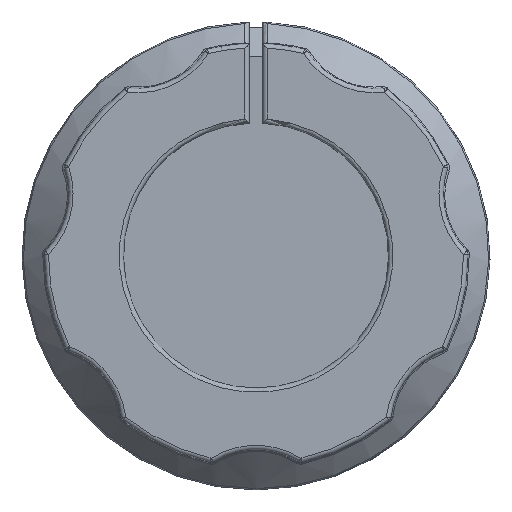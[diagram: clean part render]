
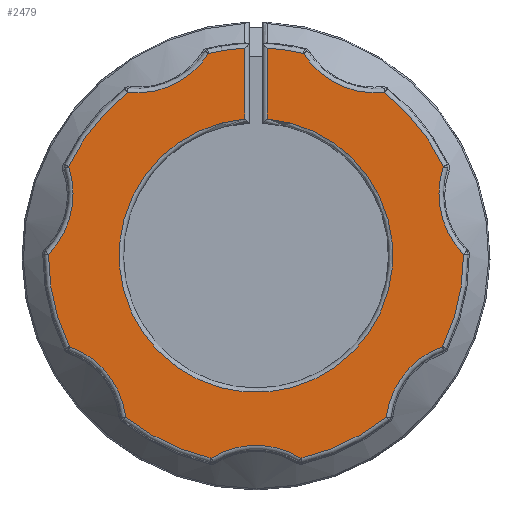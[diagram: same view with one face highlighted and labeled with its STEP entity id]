
A CAD part, top view. The second image highlights one B-rep face of the part: STEP entity #2479.
In plain terms, the highlighted planar face has unit normal (0, 0, 1).
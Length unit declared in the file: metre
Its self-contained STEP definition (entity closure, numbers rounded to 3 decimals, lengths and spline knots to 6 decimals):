
#277=LINE('',#4170,#370);
#278=LINE('',#4174,#371);
#370=VECTOR('',#3245,1.);
#371=VECTOR('',#3248,1.);
#517=ORIENTED_EDGE('',*,*,#1303,.T.);
#518=ORIENTED_EDGE('',*,*,#1304,.T.);
#519=ORIENTED_EDGE('',*,*,#1305,.T.);
#520=ORIENTED_EDGE('',*,*,#1306,.T.);
#521=ORIENTED_EDGE('',*,*,#1307,.T.);
#522=ORIENTED_EDGE('',*,*,#1308,.T.);
#523=ORIENTED_EDGE('',*,*,#1309,.T.);
#524=ORIENTED_EDGE('',*,*,#1310,.T.);
#525=ORIENTED_EDGE('',*,*,#1311,.T.);
#526=ORIENTED_EDGE('',*,*,#1312,.T.);
#527=ORIENTED_EDGE('',*,*,#1313,.T.);
#528=ORIENTED_EDGE('',*,*,#1314,.T.);
#529=ORIENTED_EDGE('',*,*,#1315,.T.);
#530=ORIENTED_EDGE('',*,*,#1316,.T.);
#531=ORIENTED_EDGE('',*,*,#1317,.T.);
#532=ORIENTED_EDGE('',*,*,#1318,.T.);
#533=ORIENTED_EDGE('',*,*,#1319,.T.);
#534=ORIENTED_EDGE('',*,*,#1320,.T.);
#1303=EDGE_CURVE('',#1696,#1697,#1878,.F.);
#1304=EDGE_CURVE('',#1697,#1698,#1879,.T.);
#1305=EDGE_CURVE('',#1698,#1699,#1880,.F.);
#1306=EDGE_CURVE('',#1699,#1700,#1881,.T.);
#1307=EDGE_CURVE('',#1700,#1701,#1882,.F.);
#1308=EDGE_CURVE('',#1701,#1702,#1883,.T.);
#1309=EDGE_CURVE('',#1702,#1703,#277,.T.);
#1310=EDGE_CURVE('',#1703,#1704,#1884,.F.);
#1311=EDGE_CURVE('',#1704,#1705,#278,.F.);
#1312=EDGE_CURVE('',#1705,#1706,#1885,.T.);
#1313=EDGE_CURVE('',#1706,#1707,#1886,.F.);
#1314=EDGE_CURVE('',#1707,#1708,#1887,.T.);
#1315=EDGE_CURVE('',#1708,#1709,#1888,.F.);
#1316=EDGE_CURVE('',#1709,#1710,#1889,.T.);
#1317=EDGE_CURVE('',#1710,#1711,#1890,.F.);
#1318=EDGE_CURVE('',#1711,#1712,#1891,.T.);
#1319=EDGE_CURVE('',#1712,#1713,#1892,.F.);
#1320=EDGE_CURVE('',#1713,#1696,#1893,.T.);
#1696=VERTEX_POINT('',#4158);
#1697=VERTEX_POINT('',#4159);
#1698=VERTEX_POINT('',#4161);
#1699=VERTEX_POINT('',#4163);
#1700=VERTEX_POINT('',#4165);
#1701=VERTEX_POINT('',#4167);
#1702=VERTEX_POINT('',#4169);
#1703=VERTEX_POINT('',#4171);
#1704=VERTEX_POINT('',#4173);
#1705=VERTEX_POINT('',#4175);
#1706=VERTEX_POINT('',#4177);
#1707=VERTEX_POINT('',#4179);
#1708=VERTEX_POINT('',#4181);
#1709=VERTEX_POINT('',#4183);
#1710=VERTEX_POINT('',#4185);
#1711=VERTEX_POINT('',#4187);
#1712=VERTEX_POINT('',#4189);
#1713=VERTEX_POINT('',#4191);
#1878=CIRCLE('',#2744,0.00486);
#1879=CIRCLE('',#2745,0.01175);
#1880=CIRCLE('',#2746,0.00486);
#1881=CIRCLE('',#2747,0.01175);
#1882=CIRCLE('',#2748,0.00486);
#1883=CIRCLE('',#2749,0.01175);
#1884=CIRCLE('',#2750,0.00775);
#1885=CIRCLE('',#2751,0.01175);
#1886=CIRCLE('',#2752,0.00486);
#1887=CIRCLE('',#2753,0.01175);
#1888=CIRCLE('',#2754,0.00486);
#1889=CIRCLE('',#2755,0.01175);
#1890=CIRCLE('',#2756,0.00486);
#1891=CIRCLE('',#2757,0.01175);
#1892=CIRCLE('',#2758,0.00486);
#1893=CIRCLE('',#2759,0.01175);
#2083=EDGE_LOOP('',(#517,#518,#519,#520,#521,#522,#523,#524,#525,#526,#527,
#528,#529,#530,#531,#532,#533,#534));
#2274=FACE_BOUND('',#2083,.T.);
#2450=PLANE('',#2743);
#2479=ADVANCED_FACE('',(#2274),#2450,.T.);
#2743=AXIS2_PLACEMENT_3D('',#4156,#3231,#3232);
#2744=AXIS2_PLACEMENT_3D('',#4157,#3233,#3234);
#2745=AXIS2_PLACEMENT_3D('',#4160,#3235,#3236);
#2746=AXIS2_PLACEMENT_3D('',#4162,#3237,#3238);
#2747=AXIS2_PLACEMENT_3D('',#4164,#3239,#3240);
#2748=AXIS2_PLACEMENT_3D('',#4166,#3241,#3242);
#2749=AXIS2_PLACEMENT_3D('',#4168,#3243,#3244);
#2750=AXIS2_PLACEMENT_3D('',#4172,#3246,#3247);
#2751=AXIS2_PLACEMENT_3D('',#4176,#3249,#3250);
#2752=AXIS2_PLACEMENT_3D('',#4178,#3251,#3252);
#2753=AXIS2_PLACEMENT_3D('',#4180,#3253,#3254);
#2754=AXIS2_PLACEMENT_3D('',#4182,#3255,#3256);
#2755=AXIS2_PLACEMENT_3D('',#4184,#3257,#3258);
#2756=AXIS2_PLACEMENT_3D('',#4186,#3259,#3260);
#2757=AXIS2_PLACEMENT_3D('',#4188,#3261,#3262);
#2758=AXIS2_PLACEMENT_3D('',#4190,#3263,#3264);
#2759=AXIS2_PLACEMENT_3D('',#4192,#3265,#3266);
#3231=DIRECTION('',(0.,0.,1.));
#3232=DIRECTION('',(1.,0.,0.));
#3233=DIRECTION('',(0.,0.,1.));
#3234=DIRECTION('',(1.,0.,0.));
#3235=DIRECTION('',(0.,0.,1.));
#3236=DIRECTION('',(1.,0.,0.));
#3237=DIRECTION('',(0.,0.,1.));
#3238=DIRECTION('',(1.,0.,0.));
#3239=DIRECTION('',(0.,0.,1.));
#3240=DIRECTION('',(1.,0.,0.));
#3241=DIRECTION('',(0.,0.,1.));
#3242=DIRECTION('',(1.,0.,0.));
#3243=DIRECTION('',(0.,0.,1.));
#3244=DIRECTION('',(1.,0.,0.));
#3245=DIRECTION('',(0.,-1.,0.));
#3246=DIRECTION('',(0.,0.,1.));
#3247=DIRECTION('',(1.,0.,0.));
#3248=DIRECTION('',(0.,-1.,0.));
#3249=DIRECTION('',(0.,0.,1.));
#3250=DIRECTION('',(1.,0.,0.));
#3251=DIRECTION('',(0.,0.,1.));
#3252=DIRECTION('',(1.,0.,0.));
#3253=DIRECTION('',(0.,0.,1.));
#3254=DIRECTION('',(1.,0.,0.));
#3255=DIRECTION('',(0.,0.,1.));
#3256=DIRECTION('',(1.,0.,0.));
#3257=DIRECTION('',(0.,0.,1.));
#3258=DIRECTION('',(1.,0.,0.));
#3259=DIRECTION('',(0.,0.,1.));
#3260=DIRECTION('',(1.,0.,0.));
#3261=DIRECTION('',(0.,0.,1.));
#3262=DIRECTION('',(1.,0.,0.));
#3263=DIRECTION('',(0.,0.,1.));
#3264=DIRECTION('',(1.,0.,0.));
#3265=DIRECTION('',(0.,0.,1.));
#3266=DIRECTION('',(1.,0.,0.));
#4156=CARTESIAN_POINT('',(0.,0.,0.012));
#4157=CARTESIAN_POINT('',(0.012205,-0.009733,0.012));
#4158=CARTESIAN_POINT('',(0.00738,-0.009143,0.012));
#4159=CARTESIAN_POINT('',(0.010556,-0.005161,0.012));
#4160=CARTESIAN_POINT('',(0.,0.,0.012));
#4161=CARTESIAN_POINT('',(0.01175,0.000069,0.012));
#4162=CARTESIAN_POINT('',(0.015219,0.003474,0.012));
#4163=CARTESIAN_POINT('',(0.010616,0.005035,0.012));
#4164=CARTESIAN_POINT('',(0.,0.,0.012));
#4165=CARTESIAN_POINT('',(0.007272,0.00923,0.012));
#4166=CARTESIAN_POINT('',(0.006773,0.014064,0.012));
#4167=CARTESIAN_POINT('',(0.002682,0.01144,0.012));
#4168=CARTESIAN_POINT('',(0.,0.,0.012));
#4169=CARTESIAN_POINT('',(0.000625,0.011733,0.012));
#4170=CARTESIAN_POINT('',(0.000625,0.0075,0.012));
#4171=CARTESIAN_POINT('',(0.000625,0.007725,0.012));
#4172=CARTESIAN_POINT('',(0.,0.,0.012));
#4173=CARTESIAN_POINT('',(-0.000625,0.007725,0.012));
#4174=CARTESIAN_POINT('',(-0.000625,0.,0.012));
#4175=CARTESIAN_POINT('',(-0.000625,0.011733,0.012));
#4176=CARTESIAN_POINT('',(0.,0.,0.012));
#4177=CARTESIAN_POINT('',(-0.002682,0.01144,0.012));
#4178=CARTESIAN_POINT('',(-0.006773,0.014064,0.012));
#4179=CARTESIAN_POINT('',(-0.007271,0.00923,0.012));
#4180=CARTESIAN_POINT('',(0.,0.,0.012));
#4181=CARTESIAN_POINT('',(-0.010616,0.005035,0.012));
#4182=CARTESIAN_POINT('',(-0.015219,0.003474,0.012));
#4183=CARTESIAN_POINT('',(-0.01175,0.00007,0.012));
#4184=CARTESIAN_POINT('',(0.,0.,0.012));
#4185=CARTESIAN_POINT('',(-0.010556,-0.005161,0.012));
#4186=CARTESIAN_POINT('',(-0.012205,-0.009733,0.012));
#4187=CARTESIAN_POINT('',(-0.00738,-0.009143,0.012));
#4188=CARTESIAN_POINT('',(0.,0.,0.012));
#4189=CARTESIAN_POINT('',(-0.002547,-0.011471,0.012));
#4190=CARTESIAN_POINT('',(0.,-0.01561,0.012));
#4191=CARTESIAN_POINT('',(0.002547,-0.011471,0.012));
#4192=CARTESIAN_POINT('',(0.,0.,0.012));
